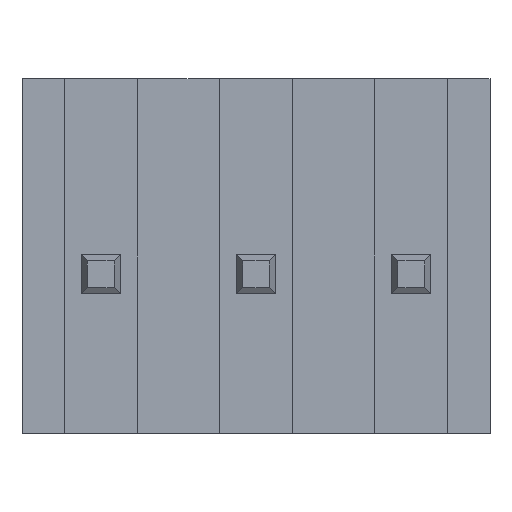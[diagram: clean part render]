
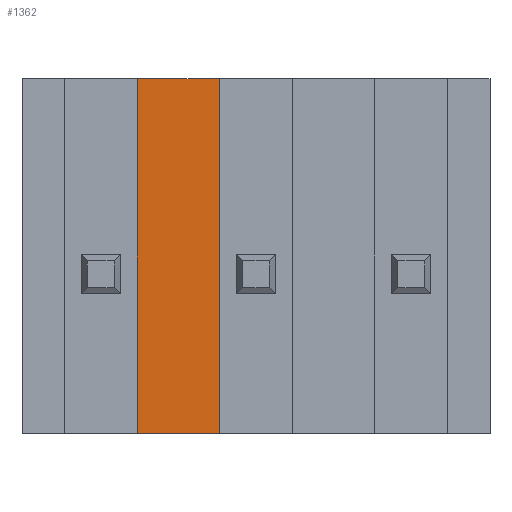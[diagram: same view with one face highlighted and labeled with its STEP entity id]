
A CAD part, front view. The second image highlights one B-rep face of the part: STEP entity #1362.
In plain terms, the highlighted planar face has unit normal (0, -1, 0).
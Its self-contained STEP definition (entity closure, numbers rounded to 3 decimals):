
#31=DIRECTION('',(1.,0.,0.));
#32=VECTOR('',#31,1.34);
#33=CARTESIAN_POINT('',(-1.94,-3.2,0.));
#34=LINE('',#33,#32);
#249=DIRECTION('',(1.,0.,0.));
#250=VECTOR('',#249,1.34);
#251=CARTESIAN_POINT('',(-1.94,-3.2,5.8));
#252=LINE('',#251,#250);
#321=DIRECTION('',(0.,0.,1.));
#322=VECTOR('',#321,5.8);
#323=CARTESIAN_POINT('',(-0.6,-3.2,0.));
#324=LINE('',#323,#322);
#325=DIRECTION('',(0.,0.,1.));
#326=VECTOR('',#325,5.8);
#327=CARTESIAN_POINT('',(-1.94,-3.2,0.));
#328=LINE('',#327,#326);
#785=CARTESIAN_POINT('',(-1.94,-3.2,0.));
#787=VERTEX_POINT('',#785);
#793=CARTESIAN_POINT('',(-1.94,-3.2,5.8));
#795=VERTEX_POINT('',#793);
#875=CARTESIAN_POINT('',(-0.6,-3.2,0.));
#876=VERTEX_POINT('',#875);
#883=CARTESIAN_POINT('',(-0.6,-3.2,5.8));
#884=VERTEX_POINT('',#883);
#1349=CARTESIAN_POINT('',(-3.83,-3.2,0.));
#1350=DIRECTION('',(0.,-1.,0.));
#1351=DIRECTION('',(1.,0.,0.));
#1352=AXIS2_PLACEMENT_3D('',#1349,#1350,#1351);
#1353=PLANE('',#1352);
#1355=ORIENTED_EDGE('',*,*,#1354,.F.);
#1356=ORIENTED_EDGE('',*,*,#1036,.F.);
#1358=ORIENTED_EDGE('',*,*,#1357,.T.);
#1359=ORIENTED_EDGE('',*,*,#1279,.T.);
#1360=EDGE_LOOP('',(#1355,#1356,#1358,#1359));
#1361=FACE_OUTER_BOUND('',#1360,.F.);
#1036=EDGE_CURVE('',#787,#876,#34,.T.);
#1279=EDGE_CURVE('',#795,#884,#252,.T.);
#1354=EDGE_CURVE('',#876,#884,#324,.T.);
#1357=EDGE_CURVE('',#787,#795,#328,.T.);
#1362=ADVANCED_FACE('',(#1361),#1353,.T.);
